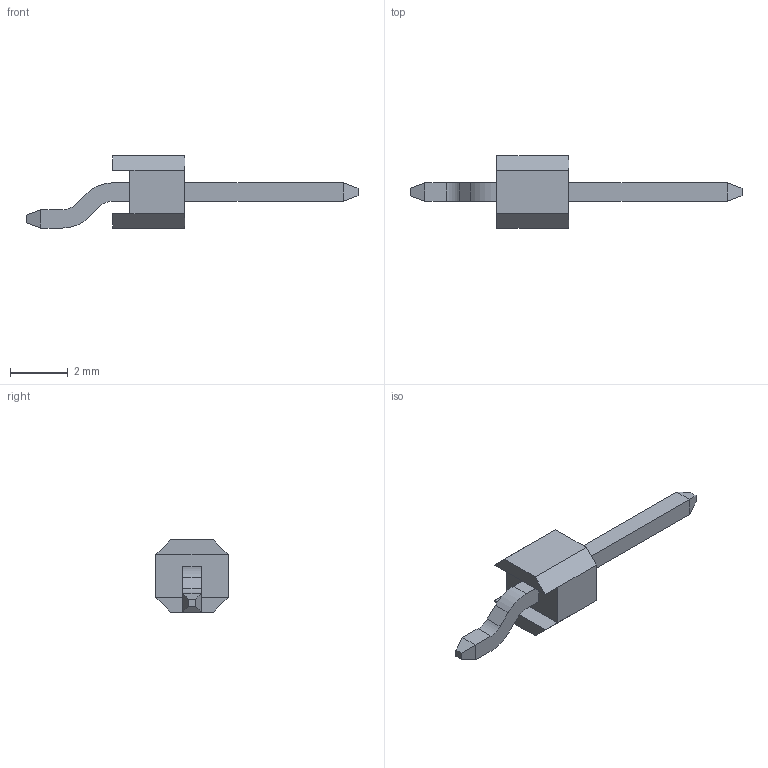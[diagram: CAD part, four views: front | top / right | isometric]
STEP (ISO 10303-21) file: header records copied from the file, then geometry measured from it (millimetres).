
FILE_DESCRIPTION(('FreeCAD Model'),'2;1');
FILE_NAME('Open CASCADE Shape Model','2024-03-22T18:50:26',(''),(''), 'Open CASCADE STEP processor 7.6','FreeCAD','Unknown');
FILE_SCHEMA(('AUTOMOTIVE_DESIGN { 1 0 10303 214 1 1 1 1 }'));
Length unit declared in the file: millimetre
Products named in the file (6): PinHeader_Horizontal_SMD_Right_Creator; Array001; PinPlastic; PinHeader_1x1_P2.54 mm_Horizontal_SMD_Right; MetalPins; PinMetal
Assembly tree (5 placements, depth 4):
  PinHeader_Horizontal_SMD_Right_Creator
    Array001
      PinPlastic
    PinHeader_1x1_P2.54 mm_Horizontal_SMD_Right
      MetalPins
        PinMetal
Bounding box: 11.5 x 2.5 x 2.5 mm (x, y, z)
Volume: 15.9 mm3; surface area: 68.3 mm2
Topology: 2 solids, 2 shells, 40 faces, 96 edges, 60 vertices
Faces by surface type: plane 36, cylinder 4
Entity records: 1405 total; most frequent: CARTESIAN_POINT 202, DIRECTION 196, ORIENTED_EDGE 192, EDGE_CURVE 96, LINE 88, VECTOR 88, VERTEX_POINT 60, AXIS2_PLACEMENT_3D 54
